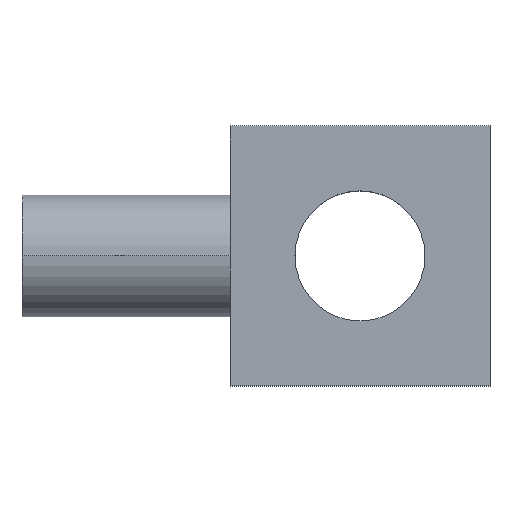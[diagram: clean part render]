
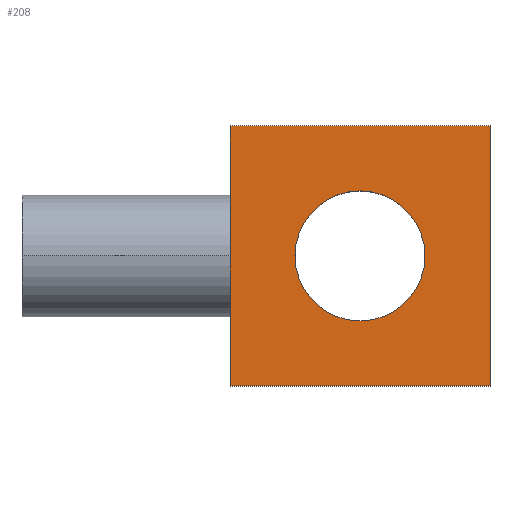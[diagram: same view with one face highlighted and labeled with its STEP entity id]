
A CAD part, top view. The second image highlights one B-rep face of the part: STEP entity #208.
In plain terms, the highlighted planar face has unit normal (0, 0, 1).
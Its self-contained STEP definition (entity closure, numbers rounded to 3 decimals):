
#1 = EDGE_CURVE ( 'NONE', #188, #272, #147, .T. ) ;
#2 = CARTESIAN_POINT ( 'NONE',  ( -7.5, 7.5, 7. ) ) ;
#4 = CARTESIAN_POINT ( 'NONE',  ( 0., 0., 7. ) ) ;
#24 = EDGE_CURVE ( 'NONE', #103, #256, #345, .T. ) ;
#29 = LINE ( 'NONE', #226, #86 ) ;
#38 = ORIENTED_EDGE ( 'NONE', *, *, #246, .F. ) ;
#39 = DIRECTION ( 'NONE',  ( 0., 0., -1. ) ) ;
#41 = VECTOR ( 'NONE', #245, 1000. ) ;
#66 = ORIENTED_EDGE ( 'NONE', *, *, #178, .T. ) ;
#68 = CARTESIAN_POINT ( 'NONE',  ( 3.75, 0., 7. ) ) ;
#70 = CARTESIAN_POINT ( 'NONE',  ( -3.75, 0., 7. ) ) ;
#71 = VERTEX_POINT ( 'NONE', #311 ) ;
#75 = ORIENTED_EDGE ( 'NONE', *, *, #24, .T. ) ;
#79 = AXIS2_PLACEMENT_3D ( 'NONE', #336, #144, #273 ) ;
#86 = VECTOR ( 'NONE', #120, 1000. ) ;
#99 = ORIENTED_EDGE ( 'NONE', *, *, #1, .F. ) ;
#103 = VERTEX_POINT ( 'NONE', #2 ) ;
#104 = DIRECTION ( 'NONE',  ( -1., 0., 0. ) ) ;
#120 = DIRECTION ( 'NONE',  ( 0., 1., 0. ) ) ;
#123 = DIRECTION ( 'NONE',  ( 0., 0., 1. ) ) ;
#129 = CARTESIAN_POINT ( 'NONE',  ( -7.5, -7.5, 7. ) ) ;
#132 = CARTESIAN_POINT ( 'NONE',  ( 0., 0., 7. ) ) ;
#138 = ORIENTED_EDGE ( 'NONE', *, *, #282, .T. ) ;
#144 = DIRECTION ( 'NONE',  ( 0., 0., 1. ) ) ;
#147 = CIRCLE ( 'NONE', #79, 3.75 ) ;
#154 = CARTESIAN_POINT ( 'NONE',  ( -7.5, -7.5, 7. ) ) ;
#178 = EDGE_CURVE ( 'NONE', #256, #369, #320, .T. ) ;
#188 = VERTEX_POINT ( 'NONE', #70 ) ;
#208 = ADVANCED_FACE ( 'NONE', ( #323, #295 ), #386, .F. ) ;
#210 = EDGE_LOOP ( 'NONE', ( #395, #254, #75, #66, #138 ) ) ;
#212 = AXIS2_PLACEMENT_3D ( 'NONE', #132, #39, #104 ) ;
#220 = CARTESIAN_POINT ( 'NONE',  ( -7.5, 0., 7. ) ) ;
#224 = LINE ( 'NONE', #346, #349 ) ;
#226 = CARTESIAN_POINT ( 'NONE',  ( 7.5, -7.5, 7. ) ) ;
#227 = VERTEX_POINT ( 'NONE', #302 ) ;
#230 = EDGE_LOOP ( 'NONE', ( #38, #99 ) ) ;
#245 = DIRECTION ( 'NONE',  ( 1., 0., 0. ) ) ;
#246 = EDGE_CURVE ( 'NONE', #272, #188, #335, .T. ) ;
#252 = EDGE_CURVE ( 'NONE', #71, #103, #224, .T. ) ;
#254 = ORIENTED_EDGE ( 'NONE', *, *, #252, .T. ) ;
#256 = VERTEX_POINT ( 'NONE', #220 ) ;
#272 = VERTEX_POINT ( 'NONE', #68 ) ;
#273 = DIRECTION ( 'NONE',  ( 1., 0., 0. ) ) ;
#282 = EDGE_CURVE ( 'NONE', #369, #227, #389, .T. ) ;
#285 = CARTESIAN_POINT ( 'NONE',  ( -7.5, -7.5, 7. ) ) ;
#295 = FACE_OUTER_BOUND ( 'NONE', #210, .T. ) ;
#302 = CARTESIAN_POINT ( 'NONE',  ( 7.5, -7.5, 7. ) ) ;
#311 = CARTESIAN_POINT ( 'NONE',  ( 7.5, 7.5, 7. ) ) ;
#314 = DIRECTION ( 'NONE',  ( 1., 0., 0. ) ) ;
#315 = EDGE_CURVE ( 'NONE', #227, #71, #29, .T. ) ;
#320 = LINE ( 'NONE', #129, #401 ) ;
#323 = FACE_BOUND ( 'NONE', #230, .T. ) ;
#325 = AXIS2_PLACEMENT_3D ( 'NONE', #4, #123, #314 ) ;
#335 = CIRCLE ( 'NONE', #325, 3.75 ) ;
#336 = CARTESIAN_POINT ( 'NONE',  ( 0., 0., 7. ) ) ;
#345 = LINE ( 'NONE', #154, #382 ) ;
#346 = CARTESIAN_POINT ( 'NONE',  ( -7.5, 7.5, 7. ) ) ;
#347 = DIRECTION ( 'NONE',  ( 0., -1., 0. ) ) ;
#349 = VECTOR ( 'NONE', #384, 1000. ) ;
#356 = DIRECTION ( 'NONE',  ( 0., -1., 0. ) ) ;
#369 = VERTEX_POINT ( 'NONE', #387 ) ;
#382 = VECTOR ( 'NONE', #347, 1000. ) ;
#384 = DIRECTION ( 'NONE',  ( -1., 0., 0. ) ) ;
#386 = PLANE ( 'NONE',  #212 ) ;
#387 = CARTESIAN_POINT ( 'NONE',  ( -7.5, -7.5, 7. ) ) ;
#389 = LINE ( 'NONE', #285, #41 ) ;
#395 = ORIENTED_EDGE ( 'NONE', *, *, #315, .T. ) ;
#401 = VECTOR ( 'NONE', #356, 1000. ) ;
